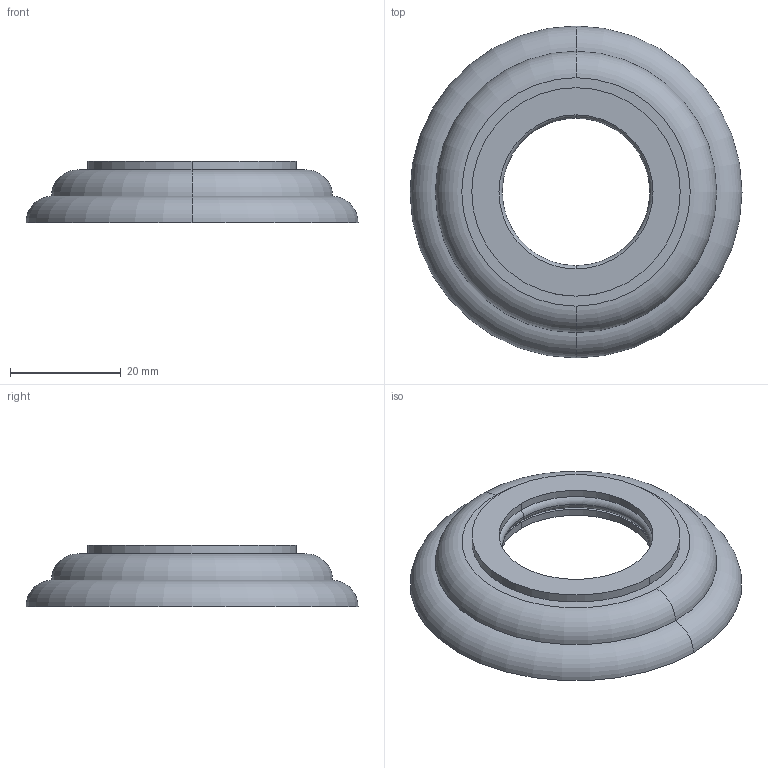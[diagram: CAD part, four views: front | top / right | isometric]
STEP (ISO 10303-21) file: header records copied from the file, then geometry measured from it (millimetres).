
FILE_DESCRIPTION((''),'2;1');
FILE_NAME('2-221','2024-08-02T10:48:44',('rsmith'),(''),'CREO PARAMETRIC BY PTC INC, 2023134','CREO PARAMETRIC BY PTC INC, 2023134','');
FILE_SCHEMA(('CONFIG_CONTROL_DESIGN'));
Length unit declared in the file: inch
Products named in the file (1): 2-221
Bounding box: 59.94 x 59.94 x 11.1 mm (x, y, z)
Volume: 8504.4 mm3; surface area: 8719.2 mm2
Topology: 2 solids, 2 shells, 34 faces, 68 edges, 42 vertices
Faces by surface type: cylinder 14, torus 12, plane 8
Entity records: 952 total; most frequent: DIRECTION 190, CARTESIAN_POINT 144, ORIENTED_EDGE 136, AXIS2_PLACEMENT_3D 88, EDGE_CURVE 68, CIRCLE 54, VERTEX_POINT 42, EDGE_LOOP 42
